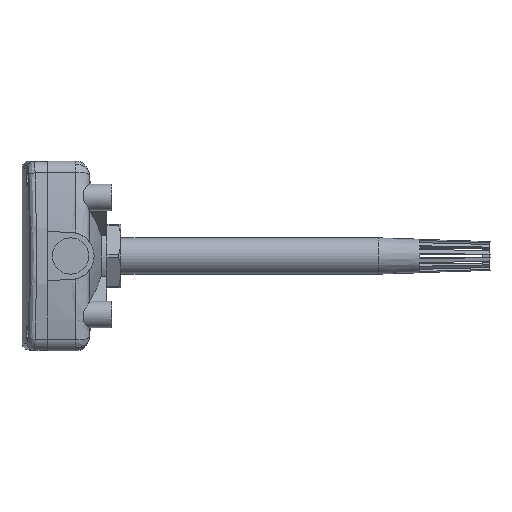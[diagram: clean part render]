
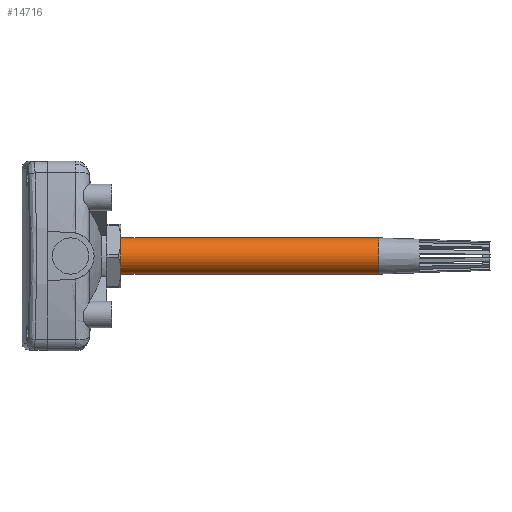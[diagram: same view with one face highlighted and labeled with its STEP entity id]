
A CAD part, left-side view. The second image highlights one B-rep face of the part: STEP entity #14716.
In plain terms, the highlighted cylindrical face has radius 7.75 mm (diameter 15.5 mm), a partial arc.
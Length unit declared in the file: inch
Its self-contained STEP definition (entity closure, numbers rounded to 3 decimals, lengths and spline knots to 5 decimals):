
#122 = CARTESIAN_POINT ( 'NONE',  ( 0., 0.27559, -0.30512 ) ) ;
#444 = ORIENTED_EDGE ( 'NONE', *, *, #17436, .T. ) ;
#488 = CARTESIAN_POINT ( 'NONE',  ( 0., 0., 0.30512 ) ) ;
#1605 = VERTEX_POINT ( 'NONE', #3402 ) ;
#1803 = DIRECTION ( 'NONE',  ( 0., 0., 1. ) ) ;
#2392 = ORIENTED_EDGE ( 'NONE', *, *, #15401, .T. ) ;
#2957 = VERTEX_POINT ( 'NONE', #122 ) ;
#3402 = CARTESIAN_POINT ( 'NONE',  ( 0., 0.27559, 0.30512 ) ) ;
#3473 = DIRECTION ( 'NONE',  ( 0., 1., 0. ) ) ;
#3606 = VERTEX_POINT ( 'NONE', #18615 ) ;
#5420 = LINE ( 'NONE', #16599, #17545 ) ;
#6946 = DIRECTION ( 'NONE',  ( 0., 1., 0. ) ) ;
#9081 = VERTEX_POINT ( 'NONE', #12531 ) ;
#10429 = CIRCLE ( 'NONE', #11112, 0.30512 ) ;
#11112 = AXIS2_PLACEMENT_3D ( 'NONE', #11538, #3473, #1803 ) ;
#11187 = CIRCLE ( 'NONE', #12193, 0.30512 ) ;
#11280 = DIRECTION ( 'NONE',  ( 0., 0., 1. ) ) ;
#11538 = CARTESIAN_POINT ( 'NONE',  ( 0., 0.27559, 0. ) ) ;
#12193 = AXIS2_PLACEMENT_3D ( 'NONE', #16018, #19317, #11280 ) ;
#12494 = ORIENTED_EDGE ( 'NONE', *, *, #20427, .T. ) ;
#12508 = DIRECTION ( 'NONE',  ( 0., 0., 1. ) ) ;
#12531 = CARTESIAN_POINT ( 'NONE',  ( 0., 4.6063, 0.30512 ) ) ;
#14055 = ORIENTED_EDGE ( 'NONE', *, *, #18142, .F. ) ;
#14716 = ADVANCED_FACE ( 'NONE', ( #17242 ), #17352, .T. ) ;
#14952 = LINE ( 'NONE', #488, #17108 ) ;
#15057 = EDGE_LOOP ( 'NONE', ( #14055, #444, #2392, #12494 ) ) ;
#15401 = EDGE_CURVE ( 'NONE', #1605, #9081, #14952, .T. ) ;
#16018 = CARTESIAN_POINT ( 'NONE',  ( 0., 4.6063, 0. ) ) ;
#16599 = CARTESIAN_POINT ( 'NONE',  ( 0., 0., -0.30512 ) ) ;
#17108 = VECTOR ( 'NONE', #6946, 39.37008 ) ;
#17242 = FACE_OUTER_BOUND ( 'NONE', #15057, .T. ) ;
#17352 = CYLINDRICAL_SURFACE ( 'NONE', #17785, 0.30512 ) ;
#17436 = EDGE_CURVE ( 'NONE', #2957, #1605, #10429, .T. ) ;
#17545 = VECTOR ( 'NONE', #18096, 39.37008 ) ;
#17785 = AXIS2_PLACEMENT_3D ( 'NONE', #20429, #18849, #12508 ) ;
#18096 = DIRECTION ( 'NONE',  ( 0., 1., 0. ) ) ;
#18142 = EDGE_CURVE ( 'NONE', #2957, #3606, #5420, .T. ) ;
#18615 = CARTESIAN_POINT ( 'NONE',  ( 0., 4.6063, -0.30512 ) ) ;
#18849 = DIRECTION ( 'NONE',  ( 0., 1., 0. ) ) ;
#19317 = DIRECTION ( 'NONE',  ( 0., -1., 0. ) ) ;
#20427 = EDGE_CURVE ( 'NONE', #9081, #3606, #11187, .T. ) ;
#20429 = CARTESIAN_POINT ( 'NONE',  ( 0., 0., 0. ) ) ;
